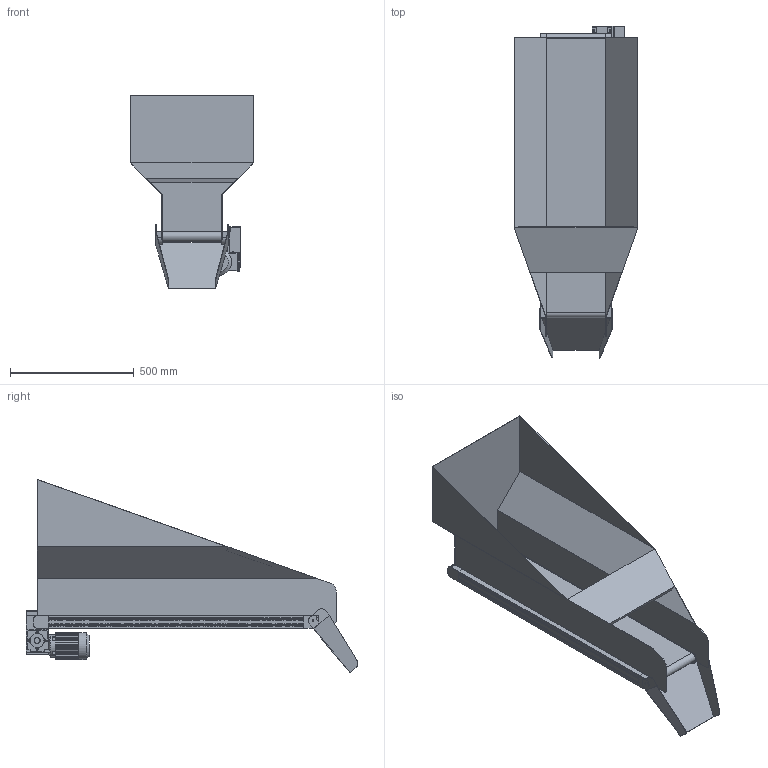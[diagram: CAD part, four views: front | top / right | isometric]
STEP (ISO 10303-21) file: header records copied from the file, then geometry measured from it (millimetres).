
FILE_DESCRIPTION(/* description */ ('Unknown'),/* implementation_level */ '2;1');
FILE_NAME(/* name */ 'SRB100-115-460-Bibl',/* time_stamp */ '2018-05-23T13:51:06+02:00',/* author */ ('Unknown'),/* organization */ ('Unknown'),/* preprocessor_version */ 'ST-DEVELOPER v16.7',/* originating_system */ 'DEX',/* authorisation */ $);
FILE_SCHEMA (('AUTOMOTIVE_DESIGN {1 0 10303 214 3 1 1}'));
Length unit declared in the file: millimetre
Products named in the file (14): SRB100-115-460-Bibl; Spannkopf-Bibl; SRB100-Bibl-Längsprofil; Umlenkkopf-Bibl; SRB100-Bibl-Gurt; Umlenkkopf-R-Bibl; SRB100-Bibl-Wanne; BB100-Bibl-Rutsche; ATS-SEW-L-Bibl; ATS-SEW-001-Bibl; SEW-WA10DT56M4; Getriebe-WA10DT56M4; Motor-WA10DT56M4; ATS-SEW-002-Bibl
Assembly tree (15 placements, depth 4):
  SRB100-115-460-Bibl
    Spannkopf-Bibl  x2
    SRB100-Bibl-Längsprofil  x2
    Umlenkkopf-Bibl
    SRB100-Bibl-Gurt
    Umlenkkopf-R-Bibl
    SRB100-Bibl-Wanne
    BB100-Bibl-Rutsche
    ATS-SEW-L-Bibl
      ATS-SEW-001-Bibl
      SEW-WA10DT56M4
        Getriebe-WA10DT56M4
        Motor-WA10DT56M4
      ATS-SEW-002-Bibl
Bounding box: 500 x 1339.34 x 778.99 mm (x, y, z)
Volume: 18165867.8 mm3; surface area: 4208361.7 mm2
Topology: 13 solids, 15 shells, 907 faces, 2470 edges, 1643 vertices
Faces by surface type: plane 691, cylinder 205, cone 9, sphere 2
Full cylindrical faces by diameter (mm): 4.2 x4, 5 x1, 5.5 x2, 6 x9, 16 x1, 20 x3, 22 x1, 24 x1, 25 x3, 84 x1, 109 x1
Entity records: 31347 total; most frequent: CARTESIAN_POINT 5429, ORIENTED_EDGE 4426, DIRECTION 4342, EDGE_CURVE 2213, LINE 1714, VECTOR 1714, VERTEX_POINT 1489, AXIS2_PLACEMENT_3D 1314
